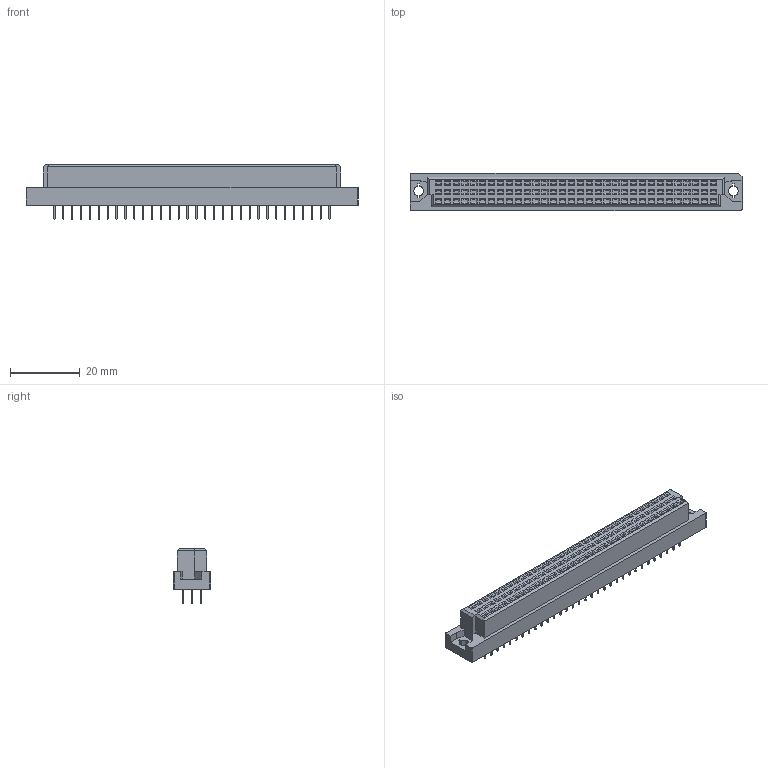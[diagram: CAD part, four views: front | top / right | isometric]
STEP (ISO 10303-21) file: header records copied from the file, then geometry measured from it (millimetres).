
FILE_DESCRIPTION(('FreeCAD Model'),'2;1');
FILE_NAME( '41612.step', '2019-01-31T20:37:32',('Author'),(''), 'Open CASCADE STEP processor 7.2','FreeCAD','Unknown');
FILE_SCHEMA(('AUTOMOTIVE_DESIGN { 1 0 10303 214 1 1 1 1 }'));
Products named in the file (1): din_41612_female_c_96abct
Bounding box: 95 x 10.6 x 15.6 mm (x, y, z)
Volume: 9004.4 mm3; surface area: 7230.4 mm2
Topology: 1 solids, 1 shells, 1780 faces, 4370 edges, 2784 vertices
Faces by surface type: bspline 1773, revolution 7
Entity records: 72130 total; most frequent: CARTESIAN_POINT 35537, ORIENTED_EDGE 8740, DIRECTION 4400, EDGE_CURVE 4370, LINE 4363, VECTOR 4363, VERTEX_POINT 2784, FACE_BOUND 1976
